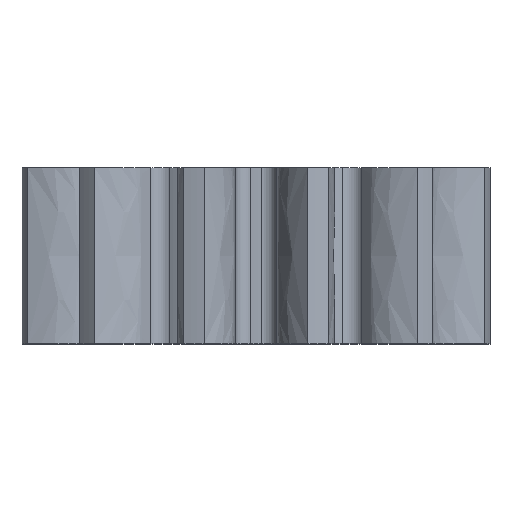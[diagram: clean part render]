
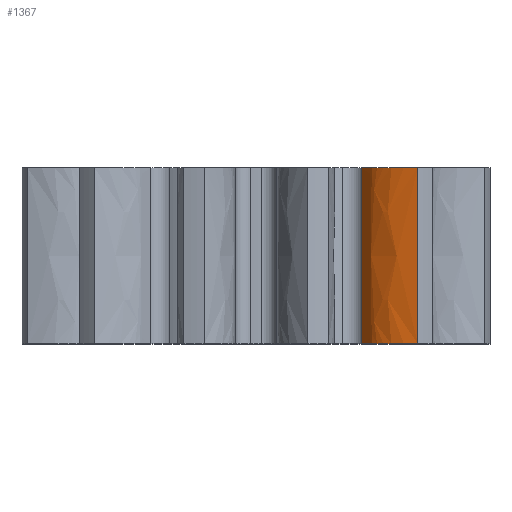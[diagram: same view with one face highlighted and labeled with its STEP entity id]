
A CAD part, top view. The second image highlights one B-rep face of the part: STEP entity #1367.
In plain terms, the highlighted free-form (B-spline) face has degree [3, 1] with [13, 2] control points.
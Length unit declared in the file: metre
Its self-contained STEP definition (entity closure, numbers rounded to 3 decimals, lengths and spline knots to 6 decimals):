
#20=B_SPLINE_SURFACE_WITH_KNOTS('',3,1,((#4381,#4382),(#4383,#4384),(#4385,
#4386),(#4387,#4388),(#4389,#4390),(#4391,#4392),(#4393,#4394),(#4395,#4396),
(#4397,#4398),(#4399,#4400),(#4401,#4402),(#4403,#4404),(#4405,#4406)),
 .SURF_OF_LINEAR_EXTRUSION.,.F.,.F.,.F.,(4,1,1,1,1,1,1,1,1,1,4),(2,2),(0.037457,
0.097147,0.126992,0.156837,0.216526,
0.276216,0.395595,0.514975,0.634354,
0.753733,0.992492),(0.,1.),.UNSPECIFIED.);
#49=B_SPLINE_CURVE_WITH_KNOTS('',3,(#2613,#2614,#2615,#2616,#2617,#2618,
#2619,#2620,#2621,#2622,#2623,#2624,#2625,#2626,#2627,#2628,#2629,#2630,
#2631,#2632,#2633,#2634,#2635,#2636,#2637,#2638,#2639,#2640,#2641,#2642,
#2643,#2644,#2645,#2646,#2647,#2648,#2649,#2650,#2651,#2652),
 .UNSPECIFIED.,.F.,.F.,(4,1,1,1,1,1,1,1,1,1,1,1,1,1,1,1,1,1,1,1,1,1,1,1,
1,1,1,1,1,1,1,1,1,1,1,1,1,4),(0.,0.117327,0.124563,0.133905,
0.144959,0.157493,0.171349,0.186413,
0.202594,0.21982,0.238031,0.257176,
0.277213,0.298102,0.319811,0.34231,
0.365572,0.389572,0.414289,0.439702,
0.465793,0.492544,0.519941,0.547967,
0.576609,0.605854,0.635691,0.666106,
0.69709,0.728633,0.760724,0.793354,
0.826515,0.860199,0.894396,0.9291,
0.964304,0.992492),.UNSPECIFIED.);
#70=B_SPLINE_CURVE_WITH_KNOTS('',3,(#3539,#3540,#3541,#3542,#3543,#3544,
#3545,#3546,#3547,#3548,#3549,#3550,#3551,#3552,#3553,#3554,#3555,#3556,
#3557,#3558,#3559,#3560,#3561,#3562,#3563,#3564,#3565,#3566,#3567,#3568,
#3569,#3570,#3571,#3572,#3573,#3574,#3575,#3576,#3577,#3578),
 .UNSPECIFIED.,.F.,.F.,(4,1,1,1,1,1,1,1,1,1,1,1,1,1,1,1,1,1,1,1,1,1,1,1,
1,1,1,1,1,1,1,1,1,1,1,1,1,4),(0.,0.117327,0.124563,0.133905,
0.144959,0.157493,0.171349,0.186413,
0.202594,0.21982,0.238031,0.257176,
0.277213,0.298102,0.319811,0.34231,
0.365572,0.389572,0.414289,0.439702,
0.465793,0.492544,0.519941,0.547967,
0.576609,0.605854,0.635691,0.666106,
0.69709,0.728633,0.760724,0.793354,
0.826515,0.860199,0.894396,0.9291,
0.964304,0.992492),.UNSPECIFIED.);
#458=ORIENTED_EDGE('',*,*,#698,.T.);
#459=ORIENTED_EDGE('',*,*,#651,.T.);
#460=ORIENTED_EDGE('',*,*,#756,.F.);
#461=ORIENTED_EDGE('',*,*,#806,.F.);
#651=EDGE_CURVE('',#867,#869,#999,.T.);
#698=EDGE_CURVE('',#911,#867,#49,.T.);
#756=EDGE_CURVE('',#957,#869,#70,.T.);
#806=EDGE_CURVE('',#911,#957,#1024,.T.);
#867=VERTEX_POINT('',#2009);
#869=VERTEX_POINT('',#2013);
#911=VERTEX_POINT('',#2653);
#957=VERTEX_POINT('',#3538);
#999=LINE('',#2014,#1071);
#1024=LINE('',#4407,#1096);
#1071=VECTOR('',#1635,1.);
#1096=VECTOR('',#1860,1.);
#1164=EDGE_LOOP('',(#458,#459,#460,#461));
#1242=FACE_BOUND('',#1164,.T.);
#1367=ADVANCED_FACE('',(#1242),#20,.T.);
#1635=DIRECTION('',(0.,1.,0.));
#1860=DIRECTION('',(0.,1.,0.));
#2009=CARTESIAN_POINT('',(0.00441,-0.0048,0.00482));
#2013=CARTESIAN_POINT('',(0.00441,0.,0.00482));
#2014=CARTESIAN_POINT('',(0.00441,-0.0048,0.00482));
#2613=CARTESIAN_POINT('',(0.002646,-0.0048,0.003557));
#2614=CARTESIAN_POINT('',(0.002885,-0.0048,0.003878));
#2615=CARTESIAN_POINT('',(0.003138,-0.0048,0.004219));
#2616=CARTESIAN_POINT('',(0.003143,-0.0048,0.004225));
#2617=CARTESIAN_POINT('',(0.003147,-0.0048,0.00423));
#2618=CARTESIAN_POINT('',(0.003152,-0.0048,0.004235));
#2619=CARTESIAN_POINT('',(0.003158,-0.0048,0.004242));
#2620=CARTESIAN_POINT('',(0.003166,-0.0048,0.004251));
#2621=CARTESIAN_POINT('',(0.003175,-0.0048,0.004261));
#2622=CARTESIAN_POINT('',(0.003187,-0.0048,0.004272));
#2623=CARTESIAN_POINT('',(0.0032,-0.0048,0.004284));
#2624=CARTESIAN_POINT('',(0.003214,-0.0048,0.004298));
#2625=CARTESIAN_POINT('',(0.003231,-0.0048,0.004312));
#2626=CARTESIAN_POINT('',(0.003249,-0.0048,0.004328));
#2627=CARTESIAN_POINT('',(0.00327,-0.0048,0.004344));
#2628=CARTESIAN_POINT('',(0.003292,-0.0048,0.004362));
#2629=CARTESIAN_POINT('',(0.003317,-0.0048,0.00438));
#2630=CARTESIAN_POINT('',(0.003343,-0.0048,0.004399));
#2631=CARTESIAN_POINT('',(0.003372,-0.0048,0.004419));
#2632=CARTESIAN_POINT('',(0.003403,-0.0048,0.004439));
#2633=CARTESIAN_POINT('',(0.003436,-0.0048,0.00446));
#2634=CARTESIAN_POINT('',(0.003471,-0.0048,0.004481));
#2635=CARTESIAN_POINT('',(0.003508,-0.0048,0.004502));
#2636=CARTESIAN_POINT('',(0.003548,-0.0048,0.004524));
#2637=CARTESIAN_POINT('',(0.00359,-0.0048,0.004546));
#2638=CARTESIAN_POINT('',(0.003634,-0.0048,0.004568));
#2639=CARTESIAN_POINT('',(0.003681,-0.0048,0.00459));
#2640=CARTESIAN_POINT('',(0.00373,-0.0048,0.004612));
#2641=CARTESIAN_POINT('',(0.003781,-0.0048,0.004634));
#2642=CARTESIAN_POINT('',(0.003835,-0.0048,0.004655));
#2643=CARTESIAN_POINT('',(0.003891,-0.0048,0.004676));
#2644=CARTESIAN_POINT('',(0.00395,-0.0048,0.004697));
#2645=CARTESIAN_POINT('',(0.004011,-0.0048,0.004717));
#2646=CARTESIAN_POINT('',(0.004074,-0.0048,0.004737));
#2647=CARTESIAN_POINT('',(0.00414,-0.0048,0.004756));
#2648=CARTESIAN_POINT('',(0.004208,-0.0048,0.004774));
#2649=CARTESIAN_POINT('',(0.004278,-0.0048,0.004792));
#2650=CARTESIAN_POINT('',(0.004346,-0.0048,0.004807));
#2651=CARTESIAN_POINT('',(0.004391,-0.0048,0.004816));
#2652=CARTESIAN_POINT('',(0.00441,-0.0048,0.00482));
#2653=CARTESIAN_POINT('',(0.002868,-0.0048,0.003855));
#3538=CARTESIAN_POINT('',(0.002868,0.,0.003855));
#3539=CARTESIAN_POINT('',(0.002646,0.,0.003557));
#3540=CARTESIAN_POINT('',(0.002885,0.,0.003878));
#3541=CARTESIAN_POINT('',(0.003138,0.,0.004219));
#3542=CARTESIAN_POINT('',(0.003143,0.,0.004225));
#3543=CARTESIAN_POINT('',(0.003147,0.,0.00423));
#3544=CARTESIAN_POINT('',(0.003152,0.,0.004235));
#3545=CARTESIAN_POINT('',(0.003158,0.,0.004242));
#3546=CARTESIAN_POINT('',(0.003166,0.,0.004251));
#3547=CARTESIAN_POINT('',(0.003175,0.,0.004261));
#3548=CARTESIAN_POINT('',(0.003187,0.,0.004272));
#3549=CARTESIAN_POINT('',(0.0032,0.,0.004284));
#3550=CARTESIAN_POINT('',(0.003214,0.,0.004298));
#3551=CARTESIAN_POINT('',(0.003231,0.,0.004312));
#3552=CARTESIAN_POINT('',(0.003249,0.,0.004328));
#3553=CARTESIAN_POINT('',(0.00327,0.,0.004344));
#3554=CARTESIAN_POINT('',(0.003292,0.,0.004362));
#3555=CARTESIAN_POINT('',(0.003317,0.,0.00438));
#3556=CARTESIAN_POINT('',(0.003343,0.,0.004399));
#3557=CARTESIAN_POINT('',(0.003372,0.,0.004419));
#3558=CARTESIAN_POINT('',(0.003403,0.,0.004439));
#3559=CARTESIAN_POINT('',(0.003436,0.,0.00446));
#3560=CARTESIAN_POINT('',(0.003471,0.,0.004481));
#3561=CARTESIAN_POINT('',(0.003508,0.,0.004502));
#3562=CARTESIAN_POINT('',(0.003548,0.,0.004524));
#3563=CARTESIAN_POINT('',(0.00359,0.,0.004546));
#3564=CARTESIAN_POINT('',(0.003634,0.,0.004568));
#3565=CARTESIAN_POINT('',(0.003681,0.,0.00459));
#3566=CARTESIAN_POINT('',(0.00373,0.,0.004612));
#3567=CARTESIAN_POINT('',(0.003781,0.,0.004634));
#3568=CARTESIAN_POINT('',(0.003835,0.,0.004655));
#3569=CARTESIAN_POINT('',(0.003891,0.,0.004676));
#3570=CARTESIAN_POINT('',(0.00395,0.,0.004697));
#3571=CARTESIAN_POINT('',(0.004011,0.,0.004717));
#3572=CARTESIAN_POINT('',(0.004074,0.,0.004737));
#3573=CARTESIAN_POINT('',(0.00414,0.,0.004756));
#3574=CARTESIAN_POINT('',(0.004208,0.,0.004774));
#3575=CARTESIAN_POINT('',(0.004278,0.,0.004792));
#3576=CARTESIAN_POINT('',(0.004346,0.,0.004807));
#3577=CARTESIAN_POINT('',(0.004391,0.,0.004816));
#3578=CARTESIAN_POINT('',(0.00441,0.,0.00482));
#4381=CARTESIAN_POINT('',(0.002868,-0.0048,0.003855));
#4382=CARTESIAN_POINT('',(0.002868,0.,0.003855));
#4383=CARTESIAN_POINT('',(0.002978,-0.0048,0.004003));
#4384=CARTESIAN_POINT('',(0.002978,0.,0.004003));
#4385=CARTESIAN_POINT('',(0.003122,-0.0048,0.004197));
#4386=CARTESIAN_POINT('',(0.003122,0.,0.004197));
#4387=CARTESIAN_POINT('',(0.003145,-0.0048,0.004228));
#4388=CARTESIAN_POINT('',(0.003145,0.,0.004228));
#4389=CARTESIAN_POINT('',(0.00316,-0.0048,0.004245));
#4390=CARTESIAN_POINT('',(0.00316,0.,0.004245));
#4391=CARTESIAN_POINT('',(0.003195,-0.0048,0.004281));
#4392=CARTESIAN_POINT('',(0.003195,0.,0.004281));
#4393=CARTESIAN_POINT('',(0.003264,-0.0048,0.004341));
#4394=CARTESIAN_POINT('',(0.003264,0.,0.004341));
#4395=CARTESIAN_POINT('',(0.003374,-0.0048,0.004424));
#4396=CARTESIAN_POINT('',(0.003374,0.,0.004424));
#4397=CARTESIAN_POINT('',(0.003536,-0.0048,0.004521));
#4398=CARTESIAN_POINT('',(0.003536,0.,0.004521));
#4399=CARTESIAN_POINT('',(0.003724,-0.0048,0.004612));
#4400=CARTESIAN_POINT('',(0.003724,0.,0.004612));
#4401=CARTESIAN_POINT('',(0.004003,-0.0048,0.004722));
#4402=CARTESIAN_POINT('',(0.004003,0.,0.004722));
#4403=CARTESIAN_POINT('',(0.004242,-0.0048,0.004786));
#4404=CARTESIAN_POINT('',(0.004242,0.,0.004786));
#4405=CARTESIAN_POINT('',(0.00441,-0.0048,0.00482));
#4406=CARTESIAN_POINT('',(0.00441,0.,0.00482));
#4407=CARTESIAN_POINT('',(0.002868,-0.0048,0.003855));
